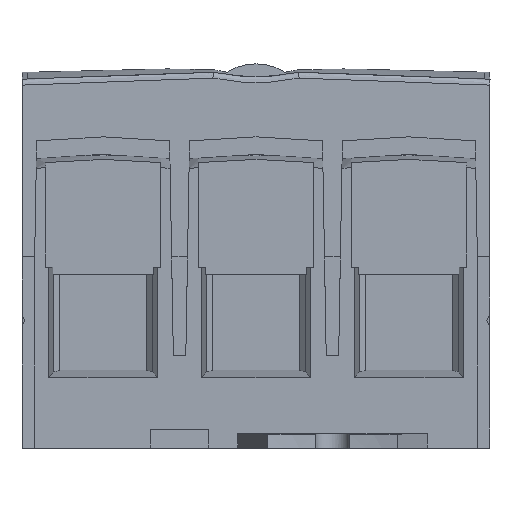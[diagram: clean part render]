
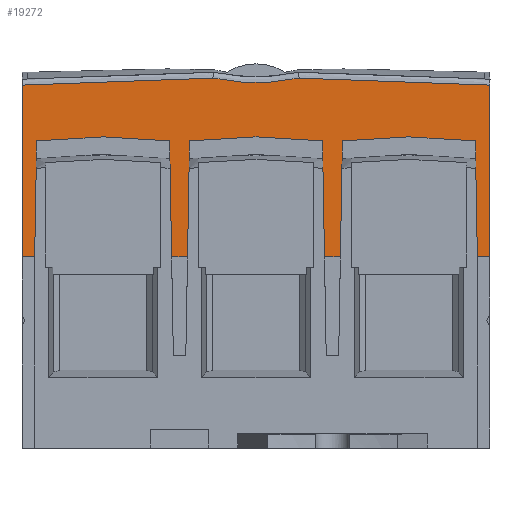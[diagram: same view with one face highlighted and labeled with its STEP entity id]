
A CAD part, front view. The second image highlights one B-rep face of the part: STEP entity #19272.
In plain terms, the highlighted planar face has unit normal (0, -1, 0.009).
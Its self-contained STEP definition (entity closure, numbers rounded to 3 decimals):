
#5518=CARTESIAN_POINT('',(-7.345,-22.322,
62.939));
#5708=CARTESIAN_POINT('',(7.326,-22.322,62.939));
#5823=DIRECTION('',(0.,0.009,1.));
#5824=VECTOR('',#5823,29.202);
#5825=CARTESIAN_POINT('',(39.791,-22.587,32.55));
#5826=LINE('',#5825,#5824);
#5830=CARTESIAN_POINT('',(39.791,-22.332,61.751));
#9074=DIRECTION('',(1.,0.,0.));
#9075=VECTOR('',#9074,2.152);
#9076=CARTESIAN_POINT('',(37.638,-22.587,32.55));
#9077=LINE('',#9076,#9075);
#9202=DIRECTION('',(1.,0.,0.));
#9203=VECTOR('',#9202,2.705);
#9204=CARTESIAN_POINT('',(11.638,-22.587,32.55));
#9205=LINE('',#9204,#9203);
#9209=DIRECTION('',(0.017,0.009,1.));
#9210=VECTOR('',#9209,19.711);
#9211=CARTESIAN_POINT('',(14.343,-22.587,32.55));
#9212=LINE('',#9211,#9210);
#9223=CARTESIAN_POINT('',(-39.809,-22.332,
61.751));
#9224=CARTESIAN_POINT('',(-28.997,-22.327,
62.395));
#9225=CARTESIAN_POINT('',(-18.164,-22.323,
62.814));
#9226=CARTESIAN_POINT('',(-7.345,-22.322,
62.939));
#9231=CARTESIAN_POINT('',(-7.345,-22.322,
62.939));
#9232=CARTESIAN_POINT('',(-2.52,-22.331,
61.934));
#9233=CARTESIAN_POINT('',(2.501,-22.331,61.934));
#9234=CARTESIAN_POINT('',(7.326,-22.322,62.939));
#9239=CARTESIAN_POINT('',(7.326,-22.322,62.939));
#9240=CARTESIAN_POINT('',(18.145,-22.323,62.814));
#9241=CARTESIAN_POINT('',(28.978,-22.327,62.395));
#9242=CARTESIAN_POINT('',(39.791,-22.332,61.751));
#9247=DIRECTION('',(-0.017,0.009,1.));
#9248=VECTOR('',#9247,19.711);
#9249=CARTESIAN_POINT('',(37.638,-22.587,32.55));
#9250=LINE('',#9249,#9248);
#9254=CARTESIAN_POINT('',(37.294,-22.415,52.257));
#9255=CARTESIAN_POINT('',(33.541,-22.411,52.719));
#9256=CARTESIAN_POINT('',(29.773,-22.409,52.95));
#9257=CARTESIAN_POINT('',(25.991,-22.409,52.95));
#9262=CARTESIAN_POINT('',(25.991,-22.409,52.95));
#9263=CARTESIAN_POINT('',(22.209,-22.409,52.95));
#9264=CARTESIAN_POINT('',(18.441,-22.411,52.719));
#9265=CARTESIAN_POINT('',(14.687,-22.415,52.257));
#9270=CARTESIAN_POINT('',(11.294,-22.415,52.257));
#9271=CARTESIAN_POINT('',(7.541,-22.411,52.719));
#9272=CARTESIAN_POINT('',(3.773,-22.409,52.95));
#9273=CARTESIAN_POINT('',(-0.009,-22.409,
52.95));
#9278=CARTESIAN_POINT('',(-0.009,-22.409,
52.95));
#9279=CARTESIAN_POINT('',(-3.791,-22.409,
52.95));
#9280=CARTESIAN_POINT('',(-7.559,-22.411,
52.719));
#9281=CARTESIAN_POINT('',(-11.313,-22.415,
52.257));
#9286=DIRECTION('',(-0.017,-0.009,-1.));
#9287=VECTOR('',#9286,19.711);
#9288=CARTESIAN_POINT('',(-11.313,-22.415,
52.257));
#9289=LINE('',#9288,#9287);
#9293=DIRECTION('',(-1.,0.,0.));
#9294=VECTOR('',#9293,2.705);
#9295=CARTESIAN_POINT('',(-11.657,-22.587,
32.55));
#9296=LINE('',#9295,#9294);
#9300=DIRECTION('',(-0.017,0.009,1.));
#9301=VECTOR('',#9300,19.711);
#9302=CARTESIAN_POINT('',(-14.362,-22.587,
32.55));
#9303=LINE('',#9302,#9301);
#9307=CARTESIAN_POINT('',(-14.706,-22.415,
52.257));
#9308=CARTESIAN_POINT('',(-18.459,-22.411,
52.719));
#9309=CARTESIAN_POINT('',(-22.227,-22.409,
52.95));
#9310=CARTESIAN_POINT('',(-26.009,-22.409,
52.95));
#9315=CARTESIAN_POINT('',(-26.009,-22.409,
52.95));
#9316=CARTESIAN_POINT('',(-29.791,-22.409,
52.95));
#9317=CARTESIAN_POINT('',(-33.559,-22.411,
52.719));
#9318=CARTESIAN_POINT('',(-37.313,-22.415,
52.257));
#9344=DIRECTION('',(1.,0.,0.));
#9345=VECTOR('',#9344,2.152);
#9346=CARTESIAN_POINT('',(-39.809,-22.587,
32.55));
#9347=LINE('',#9346,#9345);
#9606=DIRECTION('',(0.,-0.009,-1.));
#9607=VECTOR('',#9606,29.202);
#9608=CARTESIAN_POINT('',(-39.809,-22.332,
61.751));
#9609=LINE('',#9608,#9607);
#11591=DIRECTION('',(0.017,-0.009,-1.));
#11592=VECTOR('',#11591,19.711);
#11593=CARTESIAN_POINT('',(11.294,-22.415,
52.257));
#11594=LINE('',#11593,#11592);
#11739=DIRECTION('',(0.017,0.009,1.));
#11740=VECTOR('',#11739,19.711);
#11741=CARTESIAN_POINT('',(-37.657,-22.587,
32.55));
#11742=LINE('',#11741,#11740);
#13648=VERTEX_POINT('',#5518);
#13649=VERTEX_POINT('',#9223);
#13650=VERTEX_POINT('',#5708);
#13677=VERTEX_POINT('',#5830);
#13718=CARTESIAN_POINT('',(39.791,-22.587,
32.55));
#13719=VERTEX_POINT('',#13718);
#14063=CARTESIAN_POINT('',(-39.809,-22.587,
32.55));
#14064=VERTEX_POINT('',#14063);
#14111=CARTESIAN_POINT('',(-37.657,-22.587,
32.55));
#14112=VERTEX_POINT('',#14111);
#14113=CARTESIAN_POINT('',(37.638,-22.587,
32.55));
#14114=VERTEX_POINT('',#14113);
#14115=CARTESIAN_POINT('',(37.294,-22.415,
52.257));
#14116=VERTEX_POINT('',#14115);
#14117=VERTEX_POINT('',#9257);
#14118=VERTEX_POINT('',#9265);
#14119=CARTESIAN_POINT('',(14.343,-22.587,
32.55));
#14120=VERTEX_POINT('',#14119);
#14121=CARTESIAN_POINT('',(11.638,-22.587,
32.55));
#14122=VERTEX_POINT('',#14121);
#14123=CARTESIAN_POINT('',(11.294,-22.415,
52.257));
#14124=VERTEX_POINT('',#14123);
#14125=VERTEX_POINT('',#9273);
#14126=VERTEX_POINT('',#9281);
#14127=CARTESIAN_POINT('',(-11.657,-22.587,
32.55));
#14128=VERTEX_POINT('',#14127);
#14129=CARTESIAN_POINT('',(-14.362,-22.587,
32.55));
#14130=VERTEX_POINT('',#14129);
#14131=CARTESIAN_POINT('',(-14.706,-22.415,
52.257));
#14132=VERTEX_POINT('',#14131);
#14133=VERTEX_POINT('',#9310);
#14134=VERTEX_POINT('',#9318);
#19230=CARTESIAN_POINT('',(-18.509,-22.5,
42.55));
#19231=DIRECTION('',(0.,-1.,0.009));
#19232=DIRECTION('',(0.,0.009,1.));
#19233=AXIS2_PLACEMENT_3D('',#19230,#19231,#19232);
#19234=PLANE('',#19233);
#19236=ORIENTED_EDGE('',*,*,#19235,.F.);
#19238=ORIENTED_EDGE('',*,*,#19237,.F.);
#19239=ORIENTED_EDGE('',*,*,#15331,.T.);
#19240=ORIENTED_EDGE('',*,*,#15367,.T.);
#19241=ORIENTED_EDGE('',*,*,#15567,.T.);
#19242=ORIENTED_EDGE('',*,*,#15708,.F.);
#19243=ORIENTED_EDGE('',*,*,#19037,.F.);
#19245=ORIENTED_EDGE('',*,*,#19244,.T.);
#19247=ORIENTED_EDGE('',*,*,#19246,.T.);
#19249=ORIENTED_EDGE('',*,*,#19248,.T.);
#19250=ORIENTED_EDGE('',*,*,#19213,.F.);
#19251=ORIENTED_EDGE('',*,*,#19196,.F.);
#19253=ORIENTED_EDGE('',*,*,#19252,.F.);
#19255=ORIENTED_EDGE('',*,*,#19254,.T.);
#19257=ORIENTED_EDGE('',*,*,#19256,.T.);
#19259=ORIENTED_EDGE('',*,*,#19258,.T.);
#19261=ORIENTED_EDGE('',*,*,#19260,.T.);
#19263=ORIENTED_EDGE('',*,*,#19262,.T.);
#19265=ORIENTED_EDGE('',*,*,#19264,.T.);
#19267=ORIENTED_EDGE('',*,*,#19266,.T.);
#19269=ORIENTED_EDGE('',*,*,#19268,.F.);
#19270=EDGE_LOOP('',(#19236,#19238,#19239,#19240,#19241,#19242,#19243,#19245,
#19247,#19249,#19250,#19251,#19253,#19255,#19257,#19259,#19261,#19263,#19265,
#19267,#19269));
#19271=FACE_OUTER_BOUND('',#19270,.F.);
#9227=B_SPLINE_CURVE_WITH_KNOTS('',3,(#9223,#9224,#9225,#9226),.UNSPECIFIED.,
.F.,.F.,(4,4),(0.,1.),.UNSPECIFIED.);
#9235=B_SPLINE_CURVE_WITH_KNOTS('',3,(#9231,#9232,#9233,#9234),.UNSPECIFIED.,
.F.,.F.,(4,4),(0.,1.),.UNSPECIFIED.);
#9243=B_SPLINE_CURVE_WITH_KNOTS('',3,(#9239,#9240,#9241,#9242),.UNSPECIFIED.,
.F.,.F.,(4,4),(0.,1.),.UNSPECIFIED.);
#9258=B_SPLINE_CURVE_WITH_KNOTS('',3,(#9254,#9255,#9256,#9257),.UNSPECIFIED.,
.F.,.F.,(4,4),(0.,1.),.UNSPECIFIED.);
#9266=B_SPLINE_CURVE_WITH_KNOTS('',3,(#9262,#9263,#9264,#9265),.UNSPECIFIED.,
.F.,.F.,(4,4),(0.,1.),.UNSPECIFIED.);
#9274=B_SPLINE_CURVE_WITH_KNOTS('',3,(#9270,#9271,#9272,#9273),.UNSPECIFIED.,
.F.,.F.,(4,4),(0.,1.),.UNSPECIFIED.);
#9282=B_SPLINE_CURVE_WITH_KNOTS('',3,(#9278,#9279,#9280,#9281),.UNSPECIFIED.,
.F.,.F.,(4,4),(0.,1.),.UNSPECIFIED.);
#9311=B_SPLINE_CURVE_WITH_KNOTS('',3,(#9307,#9308,#9309,#9310),.UNSPECIFIED.,
.F.,.F.,(4,4),(0.,1.),.UNSPECIFIED.);
#9319=B_SPLINE_CURVE_WITH_KNOTS('',3,(#9315,#9316,#9317,#9318),.UNSPECIFIED.,
.F.,.F.,(4,4),(0.,1.),.UNSPECIFIED.);
#15331=EDGE_CURVE('',#13649,#13648,#9227,.T.);
#15367=EDGE_CURVE('',#13648,#13650,#9235,.T.);
#15567=EDGE_CURVE('',#13650,#13677,#9243,.T.);
#15708=EDGE_CURVE('',#13719,#13677,#5826,.T.);
#19037=EDGE_CURVE('',#14114,#13719,#9077,.T.);
#19196=EDGE_CURVE('',#14122,#14120,#9205,.T.);
#19213=EDGE_CURVE('',#14120,#14118,#9212,.T.);
#19235=EDGE_CURVE('',#14064,#14112,#9347,.T.);
#19237=EDGE_CURVE('',#13649,#14064,#9609,.T.);
#19244=EDGE_CURVE('',#14114,#14116,#9250,.T.);
#19246=EDGE_CURVE('',#14116,#14117,#9258,.T.);
#19248=EDGE_CURVE('',#14117,#14118,#9266,.T.);
#19252=EDGE_CURVE('',#14124,#14122,#11594,.T.);
#19254=EDGE_CURVE('',#14124,#14125,#9274,.T.);
#19256=EDGE_CURVE('',#14125,#14126,#9282,.T.);
#19258=EDGE_CURVE('',#14126,#14128,#9289,.T.);
#19260=EDGE_CURVE('',#14128,#14130,#9296,.T.);
#19262=EDGE_CURVE('',#14130,#14132,#9303,.T.);
#19264=EDGE_CURVE('',#14132,#14133,#9311,.T.);
#19266=EDGE_CURVE('',#14133,#14134,#9319,.T.);
#19268=EDGE_CURVE('',#14112,#14134,#11742,.T.);
#19272=ADVANCED_FACE('',(#19271),#19234,.T.);
